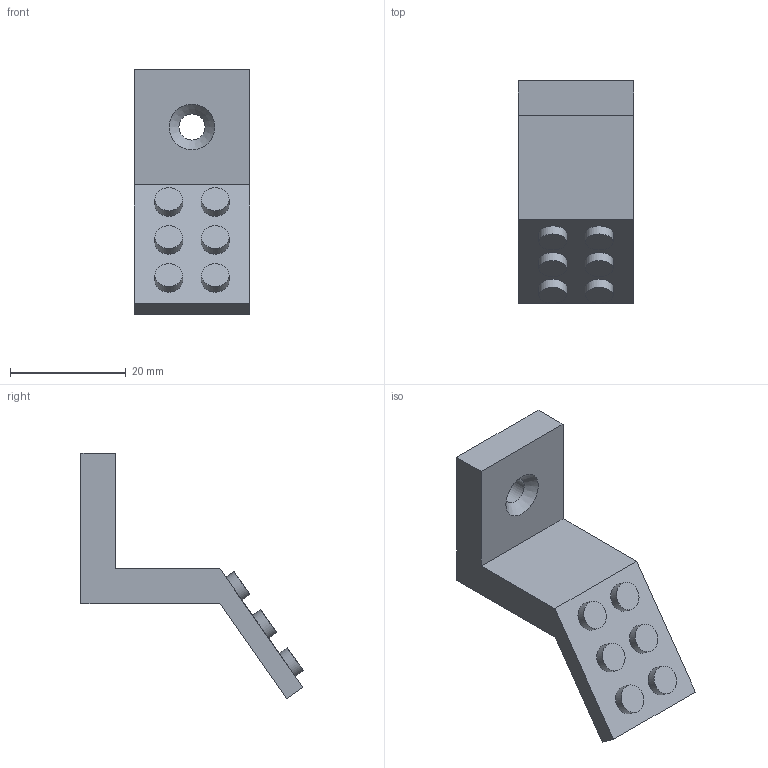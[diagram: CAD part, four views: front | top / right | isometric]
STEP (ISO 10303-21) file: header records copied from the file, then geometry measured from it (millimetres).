
FILE_DESCRIPTION(('FreeCAD Model'),'2;1');
FILE_NAME('Open CASCADE Shape Model','2024-12-05T21:49:41',(''),(''), 'Open CASCADE STEP processor 7.6','FreeCAD','Unknown');
FILE_SCHEMA(('AUTOMOTIVE_DESIGN { 1 0 10303 214 1 1 1 1 }'));
Length unit declared in the file: millimetre
Products named in the file (1): Body
Bounding box: 20 x 38.36 x 42.45 mm (x, y, z)
Volume: 6895.2 mm3; surface area: 3730.2 mm2
Topology: 1 solids, 1 shells, 24 faces, 47 edges, 31 vertices
Faces by surface type: plane 16, cylinder 7, cone 1
Full cylindrical faces by diameter (mm): 4.5 x1, 4.8 x6
Entity records: 644 total; most frequent: DIRECTION 112, CARTESIAN_POINT 103, ORIENTED_EDGE 94, EDGE_CURVE 47, AXIS2_PLACEMENT_3D 40, FACE_BOUND 32, EDGE_LOOP 32, LINE 32
